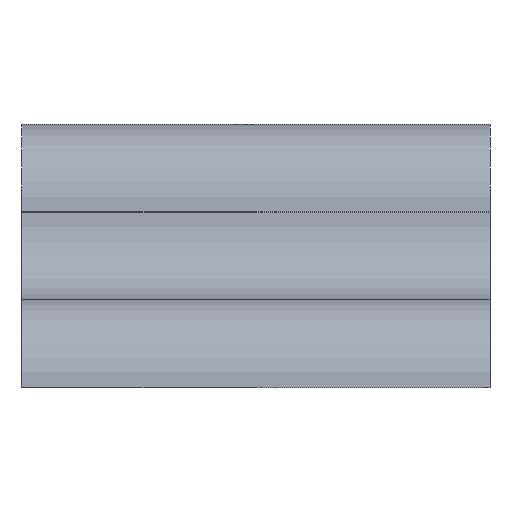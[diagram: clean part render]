
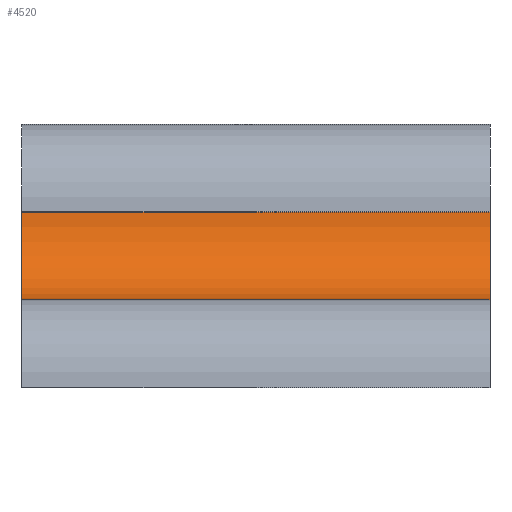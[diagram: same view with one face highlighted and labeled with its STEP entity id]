
A CAD part, front view. The second image highlights one B-rep face of the part: STEP entity #4520.
In plain terms, the highlighted cylindrical face has radius 4.75 mm (diameter 9.5 mm), a partial arc.
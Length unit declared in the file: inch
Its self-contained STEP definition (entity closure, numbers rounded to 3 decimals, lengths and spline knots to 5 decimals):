
#48 = CIRCLE ( 'NONE', #145, 0.187 ) ;
#50 = AXIS2_PLACEMENT_3D ( 'NONE', #1668, #3637, #1396 ) ;
#145 = AXIS2_PLACEMENT_3D ( 'NONE', #610, #1767, #4343 ) ;
#329 = EDGE_LOOP ( 'NONE', ( #1688, #3998, #1979, #2809 ) ) ;
#610 = CARTESIAN_POINT ( 'NONE',  ( 0.5, -0.8855, 0.0935 ) ) ;
#851 = CARTESIAN_POINT ( 'NONE',  ( -0.5, -0.8855, -0.0935 ) ) ;
#1294 = CYLINDRICAL_SURFACE ( 'NONE', #50, 0.187 ) ;
#1342 = VERTEX_POINT ( 'NONE', #3910 ) ;
#1396 = DIRECTION ( 'NONE',  ( 0., 0., -1. ) ) ;
#1417 = FACE_OUTER_BOUND ( 'NONE', #329, .T. ) ;
#1545 = CARTESIAN_POINT ( 'NONE',  ( 0.5, -0.6985, 0.0935 ) ) ;
#1637 = VERTEX_POINT ( 'NONE', #3034 ) ;
#1668 = CARTESIAN_POINT ( 'NONE',  ( 0.5, -0.8855, 0.0935 ) ) ;
#1688 = ORIENTED_EDGE ( 'NONE', *, *, #4768, .F. ) ;
#1716 = VECTOR ( 'NONE', #2667, 39.37008 ) ;
#1767 = DIRECTION ( 'NONE',  ( -1., 0., 0. ) ) ;
#1902 = DIRECTION ( 'NONE',  ( 0., 0., -1. ) ) ;
#1979 = ORIENTED_EDGE ( 'NONE', *, *, #3306, .F. ) ;
#2667 = DIRECTION ( 'NONE',  ( 1., 0., 0. ) ) ;
#2809 = ORIENTED_EDGE ( 'NONE', *, *, #3567, .F. ) ;
#2831 = LINE ( 'NONE', #851, #3821 ) ;
#3017 = CARTESIAN_POINT ( 'NONE',  ( -0.5, -0.8855, 0.0935 ) ) ;
#3034 = CARTESIAN_POINT ( 'NONE',  ( 0.5, -0.6985, 0.0935 ) ) ;
#3216 = EDGE_CURVE ( 'NONE', #3671, #1637, #4586, .T. ) ;
#3306 = EDGE_CURVE ( 'NONE', #3803, #3671, #4827, .T. ) ;
#3464 = DIRECTION ( 'NONE',  ( -1., 0., 0. ) ) ;
#3567 = EDGE_CURVE ( 'NONE', #1342, #3803, #2831, .T. ) ;
#3580 = CARTESIAN_POINT ( 'NONE',  ( -0.5, -0.8855, -0.0935 ) ) ;
#3637 = DIRECTION ( 'NONE',  ( 1., 0., 0. ) ) ;
#3671 = VERTEX_POINT ( 'NONE', #3966 ) ;
#3772 = DIRECTION ( 'NONE',  ( 1., 0., 0. ) ) ;
#3803 = VERTEX_POINT ( 'NONE', #3580 ) ;
#3821 = VECTOR ( 'NONE', #3464, 39.37008 ) ;
#3910 = CARTESIAN_POINT ( 'NONE',  ( 0.5, -0.8855, -0.0935 ) ) ;
#3966 = CARTESIAN_POINT ( 'NONE',  ( -0.5, -0.6985, 0.0935 ) ) ;
#3998 = ORIENTED_EDGE ( 'NONE', *, *, #3216, .F. ) ;
#4343 = DIRECTION ( 'NONE',  ( 0., 0., -1. ) ) ;
#4520 = ADVANCED_FACE ( 'NONE', ( #1417 ), #1294, .F. ) ;
#4586 = LINE ( 'NONE', #1545, #1716 ) ;
#4768 = EDGE_CURVE ( 'NONE', #1637, #1342, #48, .T. ) ;
#4783 = AXIS2_PLACEMENT_3D ( 'NONE', #3017, #3772, #1902 ) ;
#4827 = CIRCLE ( 'NONE', #4783, 0.187 ) ;
